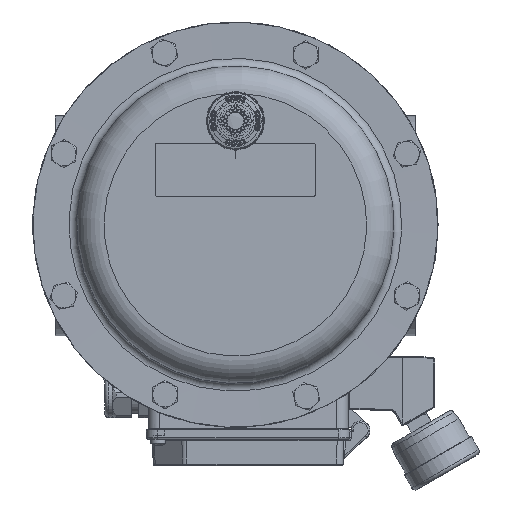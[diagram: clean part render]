
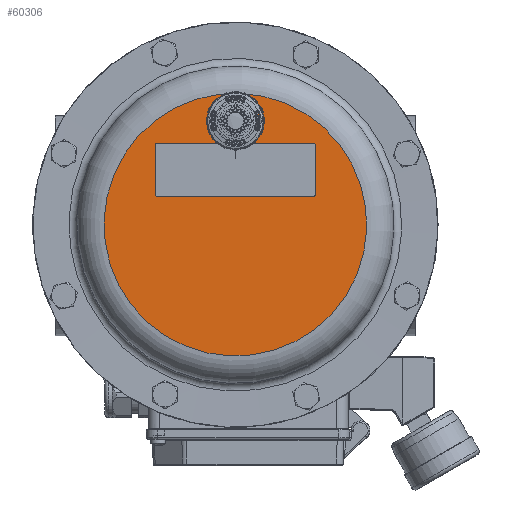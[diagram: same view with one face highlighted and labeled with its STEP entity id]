
A CAD part, top view. The second image highlights one B-rep face of the part: STEP entity #60306.
In plain terms, the highlighted planar face has unit normal (0, 0, 1).
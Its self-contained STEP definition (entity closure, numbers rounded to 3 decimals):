
#4990=FACE_BOUND('',#9624,.T.);
#4991=FACE_BOUND('',#9625,.T.);
#6059=FACE_OUTER_BOUND('',#9623,.T.);
#9623=EDGE_LOOP('',(#41552));
#9624=EDGE_LOOP('',(#41553,#41554,#41555,#41556,#41557,#41558,#41559,#41560));
#9625=EDGE_LOOP('',(#41561,#41562));
#12956=CIRCLE('',#63892,10.35);
#13026=CIRCLE('',#63989,69.65);
#13279=CIRCLE('',#64550,1.);
#13280=CIRCLE('',#64553,1.);
#13281=CIRCLE('',#64556,1.);
#13282=CIRCLE('',#64559,1.);
#13283=CIRCLE('',#64609,10.35);
#15827=LINE('',#101718,#19261);
#15831=LINE('',#101727,#19265);
#15834=LINE('',#101735,#19268);
#15837=LINE('',#101743,#19271);
#19261=VECTOR('',#72819,1000.);
#19265=VECTOR('',#72829,1000.);
#19268=VECTOR('',#72838,1000.);
#19271=VECTOR('',#72847,1000.);
#23140=VERTEX_POINT('',#98372);
#23141=VERTEX_POINT('',#98373);
#23227=VERTEX_POINT('',#98957);
#23709=VERTEX_POINT('',#101716);
#23710=VERTEX_POINT('',#101717);
#23711=VERTEX_POINT('',#101722);
#23712=VERTEX_POINT('',#101726);
#23713=VERTEX_POINT('',#101730);
#23714=VERTEX_POINT('',#101734);
#23715=VERTEX_POINT('',#101738);
#23716=VERTEX_POINT('',#101742);
#29255=EDGE_CURVE('',#23140,#23141,#12956,.T.);
#29372=EDGE_CURVE('',#23227,#23227,#13026,.T.);
#30146=EDGE_CURVE('',#23709,#23710,#15827,.T.);
#30149=EDGE_CURVE('',#23710,#23711,#13279,.T.);
#30151=EDGE_CURVE('',#23711,#23712,#15831,.T.);
#30153=EDGE_CURVE('',#23712,#23713,#13280,.T.);
#30155=EDGE_CURVE('',#23713,#23714,#15834,.T.);
#30157=EDGE_CURVE('',#23714,#23715,#13281,.T.);
#30159=EDGE_CURVE('',#23715,#23716,#15837,.T.);
#30161=EDGE_CURVE('',#23716,#23709,#13282,.T.);
#30234=EDGE_CURVE('',#23141,#23140,#13283,.T.);
#41552=ORIENTED_EDGE('',*,*,#29372,.F.);
#41553=ORIENTED_EDGE('',*,*,#30161,.F.);
#41554=ORIENTED_EDGE('',*,*,#30159,.F.);
#41555=ORIENTED_EDGE('',*,*,#30157,.F.);
#41556=ORIENTED_EDGE('',*,*,#30155,.F.);
#41557=ORIENTED_EDGE('',*,*,#30153,.F.);
#41558=ORIENTED_EDGE('',*,*,#30151,.F.);
#41559=ORIENTED_EDGE('',*,*,#30149,.F.);
#41560=ORIENTED_EDGE('',*,*,#30146,.F.);
#41561=ORIENTED_EDGE('',*,*,#30234,.T.);
#41562=ORIENTED_EDGE('',*,*,#29255,.T.);
#55001=PLANE('',#64608);
#60306=ADVANCED_FACE('',(#6059,#4990,#4991),#55001,.F.);
#63892=AXIS2_PLACEMENT_3D('',#98374,#71262,#71263);
#63989=AXIS2_PLACEMENT_3D('',#98959,#71482,#71483);
#64550=AXIS2_PLACEMENT_3D('',#101723,#72824,#72825);
#64553=AXIS2_PLACEMENT_3D('',#101731,#72833,#72834);
#64556=AXIS2_PLACEMENT_3D('',#101739,#72842,#72843);
#64559=AXIS2_PLACEMENT_3D('',#101746,#72851,#72852);
#64608=AXIS2_PLACEMENT_3D('',#101891,#73021,#73022);
#64609=AXIS2_PLACEMENT_3D('',#101892,#73023,#73024);
#71262=DIRECTION('center_axis',(0.,0.,
-1.));
#71263=DIRECTION('ref_axis',(-0.924,0.383,0.));
#71482=DIRECTION('center_axis',(0.,0.,
-1.));
#71483=DIRECTION('ref_axis',(-0.924,0.383,0.));
#72819=DIRECTION('',(0.,1.,0.));
#72824=DIRECTION('center_axis',(0.,0.,
1.));
#72825=DIRECTION('ref_axis',(0.,-1.,0.));
#72829=DIRECTION('',(-1.,0.,0.));
#72833=DIRECTION('center_axis',(0.,0.,
1.));
#72834=DIRECTION('ref_axis',(0.,-1.,0.));
#72838=DIRECTION('',(0.,-1.,0.));
#72842=DIRECTION('center_axis',(0.,0.,
1.));
#72843=DIRECTION('ref_axis',(0.,-1.,0.));
#72847=DIRECTION('',(1.,0.,0.));
#72851=DIRECTION('center_axis',(0.,0.,
1.));
#72852=DIRECTION('ref_axis',(0.,-1.,0.));
#73021=DIRECTION('center_axis',(0.,0.,
-1.));
#73022=DIRECTION('ref_axis',(-0.924,0.383,0.));
#73023=DIRECTION('center_axis',(0.,0.,
-1.));
#73024=DIRECTION('ref_axis',(-0.924,0.383,0.));
#98372=CARTESIAN_POINT('',(0.018,65.35,300.));
#98373=CARTESIAN_POINT('',(0.012,44.65,300.));
#98374=CARTESIAN_POINT('Origin',(0.015,55.,300.));
#98957=CARTESIAN_POINT('',(64.341,-26.672,300.));
#98959=CARTESIAN_POINT('Origin',(0.,0.,
300.));
#101716=CARTESIAN_POINT('',(42.504,15.988,300.));
#101717=CARTESIAN_POINT('',(42.512,41.988,300.));
#101718=CARTESIAN_POINT('',(42.504,15.988,300.));
#101722=CARTESIAN_POINT('',(41.512,42.988,300.));
#101723=CARTESIAN_POINT('Origin',(41.512,41.988,300.));
#101726=CARTESIAN_POINT('',(-41.488,43.012,300.));
#101727=CARTESIAN_POINT('',(41.512,42.988,300.));
#101730=CARTESIAN_POINT('',(-42.488,42.012,300.));
#101731=CARTESIAN_POINT('Origin',(-41.488,42.012,300.));
#101734=CARTESIAN_POINT('',(-42.496,16.012,300.));
#101735=CARTESIAN_POINT('',(-42.496,16.012,300.));
#101738=CARTESIAN_POINT('',(-41.496,15.012,300.));
#101739=CARTESIAN_POINT('Origin',(-41.496,16.012,300.));
#101742=CARTESIAN_POINT('',(41.504,14.988,300.));
#101743=CARTESIAN_POINT('',(41.504,14.988,300.));
#101746=CARTESIAN_POINT('Origin',(41.504,15.988,300.));
#101891=CARTESIAN_POINT('Origin',(0.,0.,
300.));
#101892=CARTESIAN_POINT('Origin',(0.015,55.,300.));
